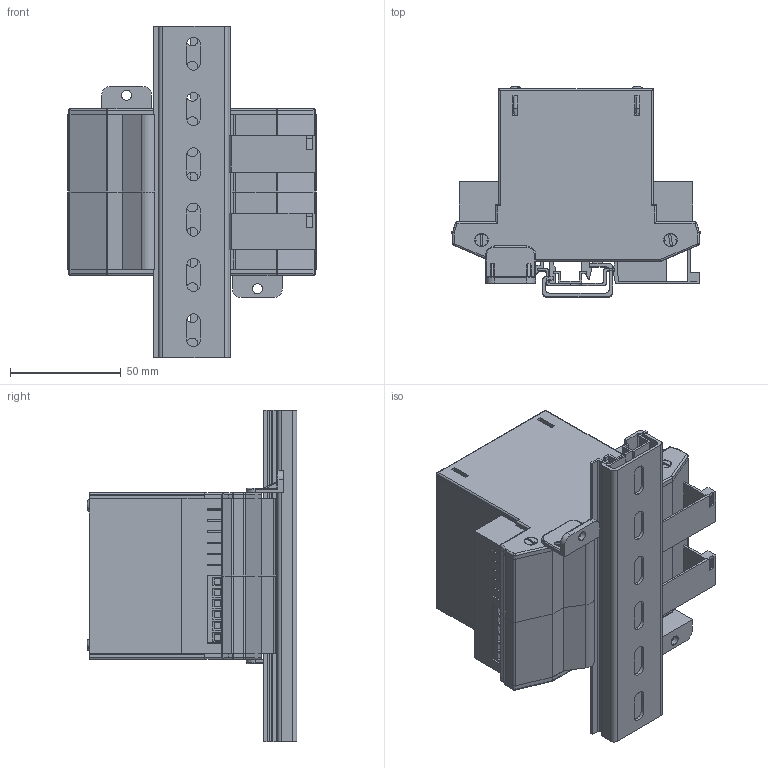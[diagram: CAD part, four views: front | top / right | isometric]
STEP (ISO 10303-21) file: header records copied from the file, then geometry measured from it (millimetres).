
FILE_DESCRIPTION (( 'STEP AP214' ), '1' );
FILE_NAME ('UEC-070.STEP', '2022-01-17T12:18:49', ( '' ), ( '' ), 'SwSTEP 2.0', 'SolidWorks 2017', '' );
FILE_SCHEMA (( 'AUTOMOTIVE_DESIGN' ));
Length unit declared in the file: millimetre
Products named in the file (48): Top Cover Screw; End Plate Screw; High Bracket UBRH; Base PCB UEC 070; End Piece UE; Rail-G-70 Profile; Pin 070; Terminal Covers UEC-070; Terminal5.0-5.08-6Way; Vertical PCB UE; Top cover 70; Foot Piece; Pin 070 Solid; Rail-35-70; Rail-15-70; Horizontal PCB UE-070; UEC-070
Assembly tree (31 placements, depth 2):
  Top Cover Screw
  High Bracket UBRH
  Top Cover Screw
  Base PCB UEC 070
  End Piece UE
Bounding box: 112.5 x 94.8 x 150 mm (x, y, z)
Volume: 183256.5 mm3; surface area: 227829.7 mm2
Topology: 31 solids, 31 shells, 2378 faces, 6436 edges, 4200 vertices
Faces by surface type: plane 1559, cylinder 671, torus 76, cone 52, bspline 16, sphere 4
Entity records: 39740 total; most frequent: CARTESIAN_POINT 7009, ORIENTED_EDGE 6610, DIRECTION 6577, EDGE_CURVE 3305, VECTOR 2375, LINE 2375, VERTEX_POINT 2161, AXIS2_PLACEMENT_3D 2101
